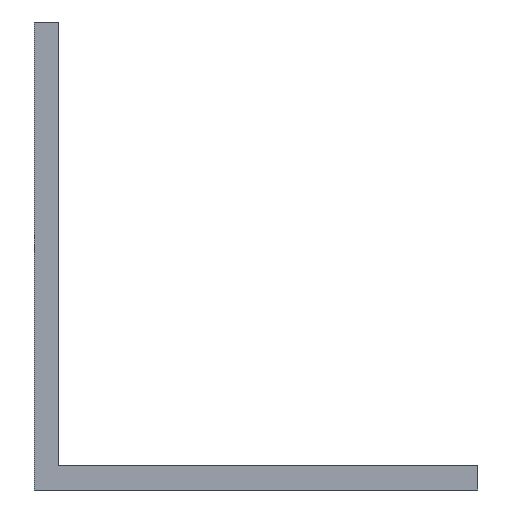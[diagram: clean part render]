
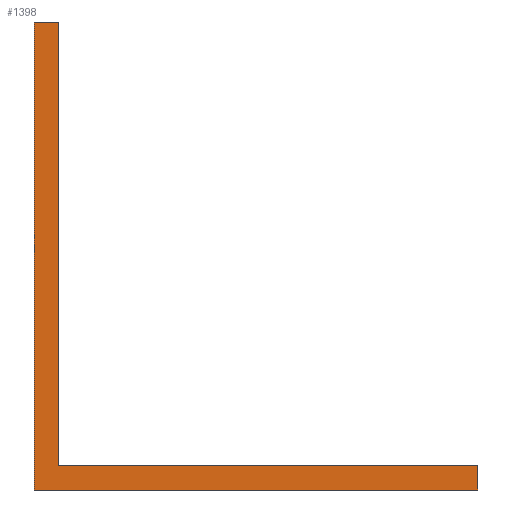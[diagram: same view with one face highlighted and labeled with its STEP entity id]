
A CAD part, left-side view. The second image highlights one B-rep face of the part: STEP entity #1398.
In plain terms, the highlighted planar face has unit normal (-1, 0, 0).
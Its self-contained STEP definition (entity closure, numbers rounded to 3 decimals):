
#30=PLANE('',#1498);
#116=FACE_OUTER_BOUND('',#196,.T.);
#196=EDGE_LOOP('',(#1227,#1228,#1229,#1230,#1231,#1232));
#405=LINE('',#3687,#465);
#410=LINE('',#4940,#470);
#413=LINE('',#6810,#473);
#416=LINE('',#6815,#476);
#417=LINE('',#6817,#477);
#418=LINE('',#6818,#478);
#465=VECTOR('',#1683,10.);
#470=VECTOR('',#1698,10.);
#473=VECTOR('',#1717,10.);
#476=VECTOR('',#1722,10.);
#477=VECTOR('',#1723,10.);
#478=VECTOR('',#1724,10.);
#615=VERTEX_POINT('',#3685);
#616=VERTEX_POINT('',#3686);
#620=VERTEX_POINT('',#4937);
#621=VERTEX_POINT('',#4939);
#623=VERTEX_POINT('',#6809);
#625=VERTEX_POINT('',#6816);
#785=EDGE_CURVE('',#615,#616,#405,.T.);
#806=EDGE_CURVE('',#620,#621,#410,.T.);
#833=EDGE_CURVE('',#620,#623,#413,.T.);
#836=EDGE_CURVE('',#616,#623,#416,.T.);
#837=EDGE_CURVE('',#625,#615,#417,.T.);
#838=EDGE_CURVE('',#621,#625,#418,.T.);
#1227=ORIENTED_EDGE('',*,*,#833,.T.);
#1228=ORIENTED_EDGE('',*,*,#836,.F.);
#1229=ORIENTED_EDGE('',*,*,#785,.F.);
#1230=ORIENTED_EDGE('',*,*,#837,.F.);
#1231=ORIENTED_EDGE('',*,*,#838,.F.);
#1232=ORIENTED_EDGE('',*,*,#806,.F.);
#1398=ADVANCED_FACE('',(#116),#30,.F.);
#1498=AXIS2_PLACEMENT_3D('',#6814,#1720,#1721);
#1683=DIRECTION('',(0.,1.,0.));
#1698=DIRECTION('',(0.,0.,-1.));
#1717=DIRECTION('',(0.,1.,0.));
#1720=DIRECTION('center_axis',(1.,0.,0.));
#1721=DIRECTION('ref_axis',(0.,0.,-1.));
#1722=DIRECTION('',(0.,0.,1.));
#1723=DIRECTION('',(0.,0.,-1.));
#1724=DIRECTION('',(0.,-1.,0.));
#3685=CARTESIAN_POINT('',(20.,-30.,0.));
#3686=CARTESIAN_POINT('',(20.,1.75,0.));
#3687=CARTESIAN_POINT('',(20.,7.5,0.));
#4937=CARTESIAN_POINT('',(20.,0.,33.5));
#4939=CARTESIAN_POINT('',(20.,0.,1.75));
#4940=CARTESIAN_POINT('',(20.,0.,0.));
#6809=CARTESIAN_POINT('',(20.,1.75,33.5));
#6810=CARTESIAN_POINT('',(20.,7.5,33.5));
#6814=CARTESIAN_POINT('Origin',(20.,10.,0.));
#6815=CARTESIAN_POINT('',(20.,1.75,0.));
#6816=CARTESIAN_POINT('',(20.,-30.,1.75));
#6817=CARTESIAN_POINT('',(20.,-30.,0.));
#6818=CARTESIAN_POINT('',(20.,-2.5,1.75));
